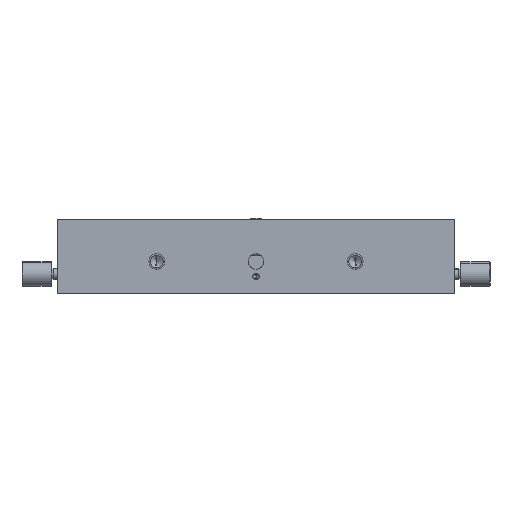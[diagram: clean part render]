
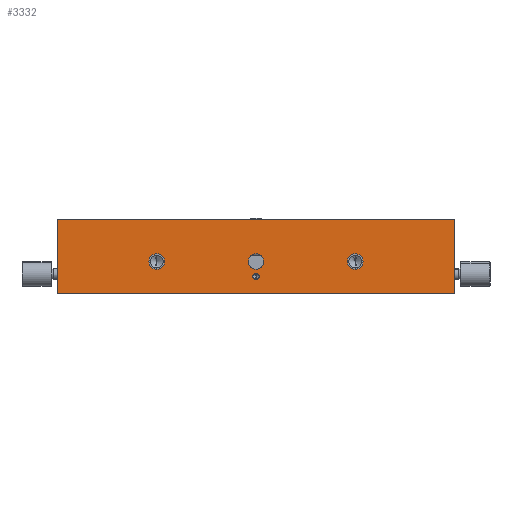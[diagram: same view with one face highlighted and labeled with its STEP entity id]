
A CAD part, front view. The second image highlights one B-rep face of the part: STEP entity #3332.
In plain terms, the highlighted planar face has unit normal (0, -1, 0).
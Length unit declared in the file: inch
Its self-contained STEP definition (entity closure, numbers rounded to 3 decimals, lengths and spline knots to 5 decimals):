
#18 = AXIS2_PLACEMENT_3D ( 'NONE', #5040, #5343, #5473 ) ;
#19 = CIRCLE ( 'NONE', #18, 0.07874 ) ;
#31 = CIRCLE ( 'NONE', #8211, 0.03125 ) ;
#43 = CIRCLE ( 'NONE', #8209, 0.07874 ) ;
#476 = EDGE_LOOP ( 'NONE', ( #6004, #6011 ) ) ;
#483 = EDGE_LOOP ( 'NONE', ( #6007, #6010 ) ) ;
#548 = EDGE_LOOP ( 'NONE', ( #5975, #6018 ) ) ;
#826 = FACE_BOUND ( 'NONE', #476, .T. ) ;
#827 = FACE_OUTER_BOUND ( 'NONE', #5951, .T. ) ;
#863 = FACE_BOUND ( 'NONE', #6031, .T. ) ;
#911 = FACE_BOUND ( 'NONE', #548, .T. ) ;
#921 = FACE_BOUND ( 'NONE', #483, .T. ) ;
#2033 = CARTESIAN_POINT ( 'NONE',  ( 2., 0., -0.375 ) ) ;
#2454 = CARTESIAN_POINT ( 'NONE',  ( -2., 0., -0.375 ) ) ;
#2997 = EDGE_CURVE ( 'NONE', #9704, #9690, #6809, .T. ) ;
#3010 = EDGE_CURVE ( 'NONE', #4445, #9746, #3505, .T. ) ;
#3056 = EDGE_CURVE ( 'NONE', #9657, #9686, #12352, .T. ) ;
#3066 = EDGE_CURVE ( 'NONE', #9786, #9682, #12346, .T. ) ;
#3103 = EDGE_CURVE ( 'NONE', #9705, #9674, #19, .T. ) ;
#3157 = EDGE_CURVE ( 'NONE', #9690, #9704, #43, .T. ) ;
#3160 = EDGE_CURVE ( 'NONE', #9686, #9657, #31, .T. ) ;
#3161 = EDGE_CURVE ( 'NONE', #9674, #9705, #8231, .T. ) ;
#3165 = EDGE_CURVE ( 'NONE', #9682, #9786, #8247, .T. ) ;
#3274 = EDGE_CURVE ( 'NONE', #9746, #9812, #7347, .T. ) ;
#3277 = EDGE_CURVE ( 'NONE', #9812, #9836, #7333, .T. ) ;
#3279 = EDGE_CURVE ( 'NONE', #9836, #4445, #7256, .T. ) ;
#3332 = ADVANCED_FACE ( 'NONE', ( #921, #863, #911, #826, #827 ), #9459, .F. ) ;
#3505 = LINE ( 'NONE', #4983, #6780 ) ;
#4445 = VERTEX_POINT ( 'NONE', #2454 ) ;
#4893 = DIRECTION ( 'NONE',  ( 0., -1., 0. ) ) ;
#4918 = DIRECTION ( 'NONE',  ( 0., 0., -1. ) ) ;
#4983 = CARTESIAN_POINT ( 'NONE',  ( -2., 0., -0.375 ) ) ;
#5016 = CARTESIAN_POINT ( 'NONE',  ( 0., 0., -0.2 ) ) ;
#5029 = DIRECTION ( 'NONE',  ( 0., -1., 0. ) ) ;
#5030 = CARTESIAN_POINT ( 'NONE',  ( 1., 0., -0.05 ) ) ;
#5036 = DIRECTION ( 'NONE',  ( 0., 0., -1. ) ) ;
#5040 = CARTESIAN_POINT ( 'NONE',  ( -1., 0., -0.05 ) ) ;
#5101 = DIRECTION ( 'NONE',  ( 0., -1., 0. ) ) ;
#5189 = DIRECTION ( 'NONE',  ( 0., -1., 0. ) ) ;
#5191 = DIRECTION ( 'NONE',  ( 0., 0., -1. ) ) ;
#5194 = DIRECTION ( 'NONE',  ( 0., 0., -1. ) ) ;
#5199 = DIRECTION ( 'NONE',  ( 0., 0., -1. ) ) ;
#5206 = DIRECTION ( 'NONE',  ( 0., -1., 0. ) ) ;
#5243 = CARTESIAN_POINT ( 'NONE',  ( -1., 0., -0.05 ) ) ;
#5263 = CARTESIAN_POINT ( 'NONE',  ( 0., 0., -0.05 ) ) ;
#5267 = DIRECTION ( 'NONE',  ( 0., 0., -1. ) ) ;
#5274 = DIRECTION ( 'NONE',  ( 0., -1., 0. ) ) ;
#5277 = CARTESIAN_POINT ( 'NONE',  ( 0., 0., -0.2 ) ) ;
#5343 = DIRECTION ( 'NONE',  ( 0., -1., 0. ) ) ;
#5359 = DIRECTION ( 'NONE',  ( 0., 0., -1. ) ) ;
#5361 = DIRECTION ( 'NONE',  ( 0., -1., 0. ) ) ;
#5376 = CARTESIAN_POINT ( 'NONE',  ( 0., 0., -0.05 ) ) ;
#5415 = CARTESIAN_POINT ( 'NONE',  ( 1., 0., -0.05 ) ) ;
#5449 = DIRECTION ( 'NONE',  ( 0., 0., 1. ) ) ;
#5473 = DIRECTION ( 'NONE',  ( 0., 0., -1. ) ) ;
#5951 = EDGE_LOOP ( 'NONE', ( #6016, #6051, #6153, #6013 ) ) ;
#5975 = ORIENTED_EDGE ( 'NONE', *, *, #3165, .F. ) ;
#6004 = ORIENTED_EDGE ( 'NONE', *, *, #3157, .F. ) ;
#6007 = ORIENTED_EDGE ( 'NONE', *, *, #3160, .F. ) ;
#6010 = ORIENTED_EDGE ( 'NONE', *, *, #3056, .F. ) ;
#6011 = ORIENTED_EDGE ( 'NONE', *, *, #2997, .F. ) ;
#6013 = ORIENTED_EDGE ( 'NONE', *, *, #3274, .F. ) ;
#6016 = ORIENTED_EDGE ( 'NONE', *, *, #3010, .F. ) ;
#6018 = ORIENTED_EDGE ( 'NONE', *, *, #3066, .F. ) ;
#6031 = EDGE_LOOP ( 'NONE', ( #6058, #6393 ) ) ;
#6051 = ORIENTED_EDGE ( 'NONE', *, *, #3279, .F. ) ;
#6058 = ORIENTED_EDGE ( 'NONE', *, *, #3161, .F. ) ;
#6153 = ORIENTED_EDGE ( 'NONE', *, *, #3277, .F. ) ;
#6393 = ORIENTED_EDGE ( 'NONE', *, *, #3103, .F. ) ;
#6780 = VECTOR ( 'NONE', #5449, 39.37008 ) ;
#6807 = AXIS2_PLACEMENT_3D ( 'NONE', #5030, #5274, #4918 ) ;
#6809 = CIRCLE ( 'NONE', #6807, 0.07874 ) ;
#6875 = CARTESIAN_POINT ( 'NONE',  ( 2., 0., 0.375 ) ) ;
#6904 = CARTESIAN_POINT ( 'NONE',  ( 0., 0., 0.02874 ) ) ;
#6952 = CARTESIAN_POINT ( 'NONE',  ( -2., 0., 0.375 ) ) ;
#6997 = CARTESIAN_POINT ( 'NONE',  ( -1., 0., 0.02874 ) ) ;
#6998 = CARTESIAN_POINT ( 'NONE',  ( 1., 0., 0.02874 ) ) ;
#7014 = CARTESIAN_POINT ( 'NONE',  ( 1., 0., -0.12874 ) ) ;
#7020 = CARTESIAN_POINT ( 'NONE',  ( 0., 0., -0.23125 ) ) ;
#7024 = CARTESIAN_POINT ( 'NONE',  ( 0., 0., -0.12874 ) ) ;
#7034 = CARTESIAN_POINT ( 'NONE',  ( -1., 0., -0.12874 ) ) ;
#7055 = CARTESIAN_POINT ( 'NONE',  ( 0., 0., -0.16875 ) ) ;
#7256 = LINE ( 'NONE', #9540, #9076 ) ;
#7333 = LINE ( 'NONE', #9563, #9085 ) ;
#7347 = LINE ( 'NONE', #9607, #9091 ) ;
#8209 = AXIS2_PLACEMENT_3D ( 'NONE', #5415, #5101, #5194 ) ;
#8211 = AXIS2_PLACEMENT_3D ( 'NONE', #5016, #5029, #5036 ) ;
#8231 = CIRCLE ( 'NONE', #8241, 0.07874 ) ;
#8237 = AXIS2_PLACEMENT_3D ( 'NONE', #5263, #5189, #5191 ) ;
#8241 = AXIS2_PLACEMENT_3D ( 'NONE', #5243, #4893, #5267 ) ;
#8247 = CIRCLE ( 'NONE', #8237, 0.07874 ) ;
#9076 = VECTOR ( 'NONE', #9532, 39.37008 ) ;
#9085 = VECTOR ( 'NONE', #9551, 39.37008 ) ;
#9091 = VECTOR ( 'NONE', #9593, 39.37008 ) ;
#9454 = DIRECTION ( 'NONE',  ( 0., 0., 1. ) ) ;
#9455 = DIRECTION ( 'NONE',  ( 0., 1., 0. ) ) ;
#9457 = CARTESIAN_POINT ( 'NONE',  ( -2., 0., 0.375 ) ) ;
#9459 = PLANE ( 'NONE',  #10691 ) ;
#9532 = DIRECTION ( 'NONE',  ( -1., 0., 0. ) ) ;
#9540 = CARTESIAN_POINT ( 'NONE',  ( 2., 0., -0.375 ) ) ;
#9551 = DIRECTION ( 'NONE',  ( 0., 0., -1. ) ) ;
#9563 = CARTESIAN_POINT ( 'NONE',  ( 2., 0., 0.375 ) ) ;
#9593 = DIRECTION ( 'NONE',  ( 1., 0., 0. ) ) ;
#9607 = CARTESIAN_POINT ( 'NONE',  ( -2., 0., 0.375 ) ) ;
#9657 = VERTEX_POINT ( 'NONE', #7055 ) ;
#9674 = VERTEX_POINT ( 'NONE', #7034 ) ;
#9682 = VERTEX_POINT ( 'NONE', #7024 ) ;
#9686 = VERTEX_POINT ( 'NONE', #7020 ) ;
#9690 = VERTEX_POINT ( 'NONE', #7014 ) ;
#9704 = VERTEX_POINT ( 'NONE', #6998 ) ;
#9705 = VERTEX_POINT ( 'NONE', #6997 ) ;
#9746 = VERTEX_POINT ( 'NONE', #6952 ) ;
#9786 = VERTEX_POINT ( 'NONE', #6904 ) ;
#9812 = VERTEX_POINT ( 'NONE', #6875 ) ;
#9836 = VERTEX_POINT ( 'NONE', #2033 ) ;
#10691 = AXIS2_PLACEMENT_3D ( 'NONE', #9457, #9455, #9454 ) ;
#12345 = AXIS2_PLACEMENT_3D ( 'NONE', #5376, #5206, #5199 ) ;
#12346 = CIRCLE ( 'NONE', #12345, 0.07874 ) ;
#12352 = CIRCLE ( 'NONE', #12353, 0.03125 ) ;
#12353 = AXIS2_PLACEMENT_3D ( 'NONE', #5277, #5361, #5359 ) ;
